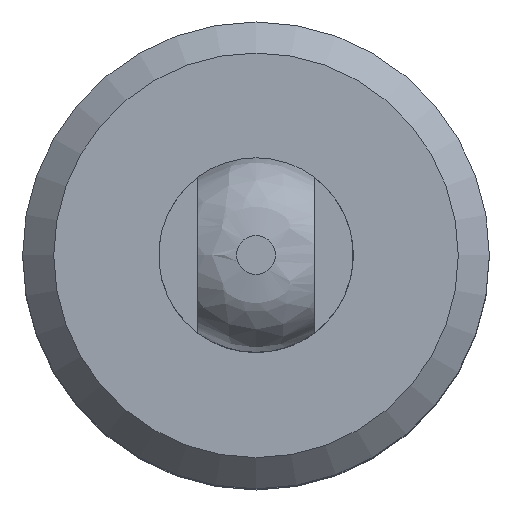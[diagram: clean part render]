
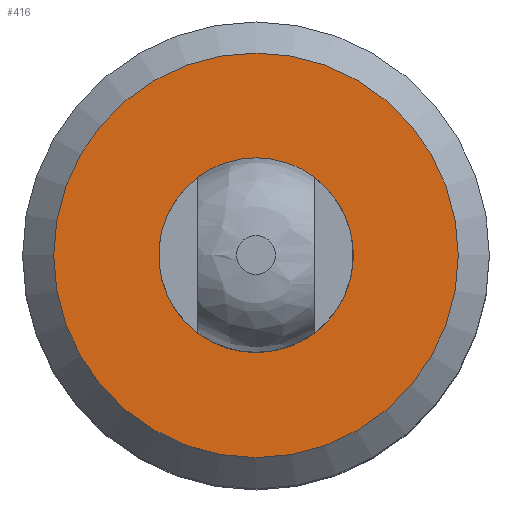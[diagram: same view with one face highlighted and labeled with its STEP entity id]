
A CAD part, top view. The second image highlights one B-rep face of the part: STEP entity #416.
In plain terms, the highlighted planar face has unit normal (0, 0, 1).
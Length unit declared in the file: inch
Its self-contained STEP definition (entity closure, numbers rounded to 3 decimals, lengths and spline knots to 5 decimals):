
#65=PLANE('',#479);
#100=FACE_BOUND('',#163,.T.);
#127=FACE_OUTER_BOUND('',#162,.T.);
#162=EDGE_LOOP('',(#374));
#163=EDGE_LOOP('',(#375));
#193=CIRCLE('',#471,0.3125);
#195=CIRCLE('',#476,0.65);
#228=VERTEX_POINT('',#850);
#234=VERTEX_POINT('',#1568);
#277=EDGE_CURVE('',#228,#228,#193,.T.);
#284=EDGE_CURVE('',#234,#234,#195,.T.);
#374=ORIENTED_EDGE('',*,*,#284,.F.);
#375=ORIENTED_EDGE('',*,*,#277,.T.);
#416=ADVANCED_FACE('',(#127,#100),#65,.T.);
#471=AXIS2_PLACEMENT_3D('',#851,#561,#562);
#476=AXIS2_PLACEMENT_3D('',#1569,#571,#572);
#479=AXIS2_PLACEMENT_3D('',#1573,#577,#578);
#561=DIRECTION('center_axis',(0.,0.,-1.));
#562=DIRECTION('ref_axis',(-1.,0.,0.));
#571=DIRECTION('center_axis',(0.,0.,-1.));
#572=DIRECTION('ref_axis',(-1.,0.,0.));
#577=DIRECTION('center_axis',(0.,0.,1.));
#578=DIRECTION('ref_axis',(1.,0.,0.));
#850=CARTESIAN_POINT('',(0.3125,0.,2.25));
#851=CARTESIAN_POINT('Origin',(0.,0.,2.25));
#1568=CARTESIAN_POINT('',(0.65,0.,2.25));
#1569=CARTESIAN_POINT('Origin',(0.,0.,2.25));
#1573=CARTESIAN_POINT('Origin',(0.,0.,
2.25));
